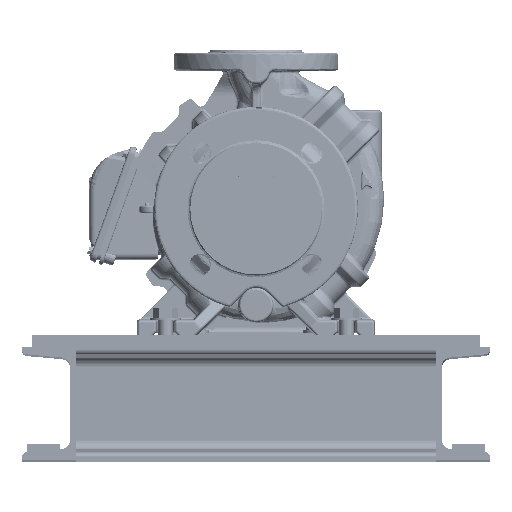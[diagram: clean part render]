
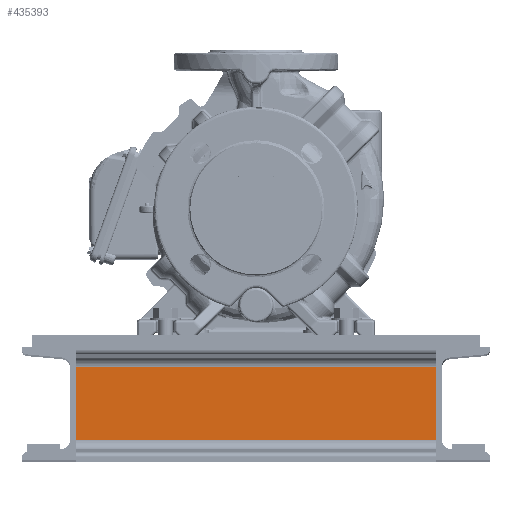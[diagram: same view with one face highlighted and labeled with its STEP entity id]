
A CAD part, top view. The second image highlights one B-rep face of the part: STEP entity #435393.
In plain terms, the highlighted face is planar.
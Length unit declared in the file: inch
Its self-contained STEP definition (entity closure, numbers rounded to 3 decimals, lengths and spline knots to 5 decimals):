
#8423 = VECTOR ( 'NONE', #191286, 39.37008 ) ;
#14056 = VECTOR ( 'NONE', #20843, 39.37008 ) ;
#20843 = DIRECTION ( 'NONE',  ( 0., 0., 1. ) ) ;
#49886 = ORIENTED_EDGE ( 'NONE', *, *, #322059, .T. ) ;
#55026 = CARTESIAN_POINT ( 'NONE',  ( 0.20866, 1.26264, -6.25 ) ) ;
#55163 = PLANE ( 'NONE',  #393991 ) ;
#79851 = CARTESIAN_POINT ( 'NONE',  ( 0.20866, 1.26264, 6.25 ) ) ;
#93014 = CARTESIAN_POINT ( 'NONE',  ( 0.20866, 1.26264, -6.25 ) ) ;
#95851 = LINE ( 'NONE', #431432, #372386 ) ;
#114945 = LINE ( 'NONE', #217732, #307217 ) ;
#120895 = EDGE_LOOP ( 'NONE', ( #49886, #369946, #312001, #217651 ) ) ;
#125703 = EDGE_CURVE ( 'NONE', #305592, #251736, #95851, .T. ) ;
#129430 = DIRECTION ( 'NONE',  ( 0., 0., 1. ) ) ;
#135752 = CARTESIAN_POINT ( 'NONE',  ( 0.20866, -1.26264, 6.25 ) ) ;
#171119 = EDGE_CURVE ( 'NONE', #191674, #251736, #114945, .T. ) ;
#186923 = CARTESIAN_POINT ( 'NONE',  ( 0.20866, 1.26264, -6.25 ) ) ;
#191286 = DIRECTION ( 'NONE',  ( 0., -1., 0. ) ) ;
#191674 = VERTEX_POINT ( 'NONE', #79851 ) ;
#198043 = FACE_OUTER_BOUND ( 'NONE', #120895, .T. ) ;
#217651 = ORIENTED_EDGE ( 'NONE', *, *, #341546, .F. ) ;
#217732 = CARTESIAN_POINT ( 'NONE',  ( 0.20866, 1.26264, 6.25 ) ) ;
#220461 = LINE ( 'NONE', #55026, #8423 ) ;
#228089 = VERTEX_POINT ( 'NONE', #186923 ) ;
#251736 = VERTEX_POINT ( 'NONE', #135752 ) ;
#260729 = DIRECTION ( 'NONE',  ( 0., 0., 1. ) ) ;
#287012 = DIRECTION ( 'NONE',  ( 0., -1., 0. ) ) ;
#305592 = VERTEX_POINT ( 'NONE', #382222 ) ;
#307217 = VECTOR ( 'NONE', #287012, 39.37008 ) ;
#312001 = ORIENTED_EDGE ( 'NONE', *, *, #125703, .F. ) ;
#322059 = EDGE_CURVE ( 'NONE', #228089, #191674, #327109, .T. ) ;
#327109 = LINE ( 'NONE', #394249, #14056 ) ;
#341546 = EDGE_CURVE ( 'NONE', #228089, #305592, #220461, .T. ) ;
#369946 = ORIENTED_EDGE ( 'NONE', *, *, #171119, .T. ) ;
#372386 = VECTOR ( 'NONE', #129430, 39.37008 ) ;
#382222 = CARTESIAN_POINT ( 'NONE',  ( 0.20866, -1.26264, -6.25 ) ) ;
#393991 = AXIS2_PLACEMENT_3D ( 'NONE', #93014, #435217, #260729 ) ;
#394249 = CARTESIAN_POINT ( 'NONE',  ( 0.20866, 1.26264, -6.25 ) ) ;
#431432 = CARTESIAN_POINT ( 'NONE',  ( 0.20866, -1.26264, -6.25 ) ) ;
#435217 = DIRECTION ( 'NONE',  ( -1., 0., 0. ) ) ;
#435393 = ADVANCED_FACE ( 'NONE', ( #198043 ), #55163, .F. ) ;
